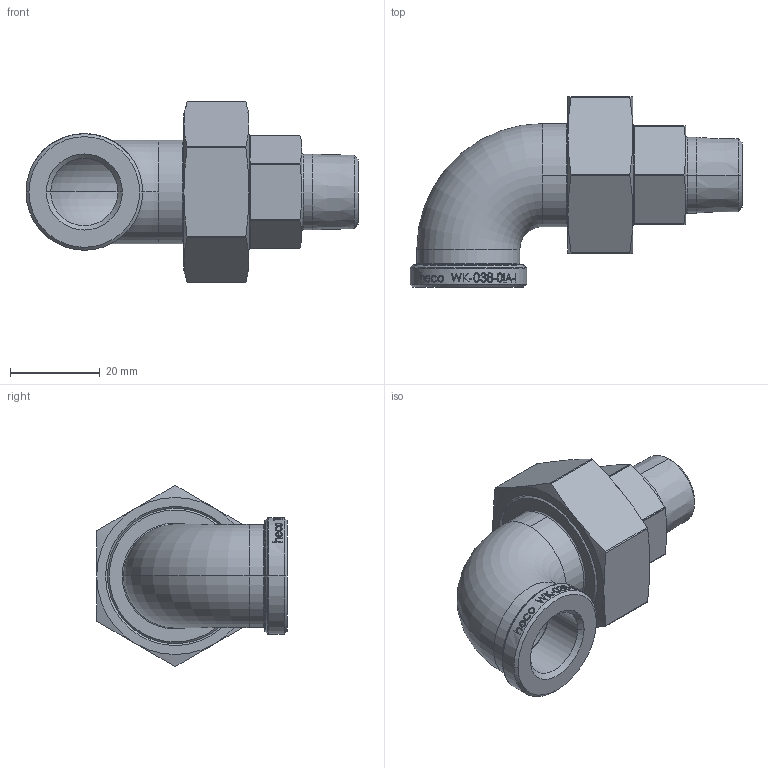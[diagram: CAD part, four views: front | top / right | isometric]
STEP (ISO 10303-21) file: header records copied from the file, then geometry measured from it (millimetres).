
FILE_DESCRIPTION (( 'STEP AP214' ), '1' );
FILE_NAME ('WK-038-0IA-I 1709.STEP', '2017-09-28T08:17:35', ( '' ), ( '' ), 'SwSTEP 2.0', 'SolidWorks 2016', '' );
FILE_SCHEMA (( 'AUTOMOTIVE_DESIGN' ));
Length unit declared in the file: millimetre
Products named in the file (1): WK-038-0IA-I 1709
Bounding box: 74 x 42.5 x 40.32 mm (x, y, z)
Volume: 24647 mm3; surface area: 12430 mm2
Topology: 1 solids, 1 shells, 318 faces, 788 edges, 505 vertices
Faces by surface type: bspline 105, cylinder 78, plane 75, cone 34, torus 26
Entity records: 21542 total; most frequent: CARTESIAN_POINT 13017, ORIENTED_EDGE 1576, DIRECTION 1028, EDGE_CURVE 788, VERTEX_POINT 505, AXIS2_PLACEMENT_3D 435, B_SPLINE_CURVE_WITH_KNOTS 373, EDGE_LOOP 353
